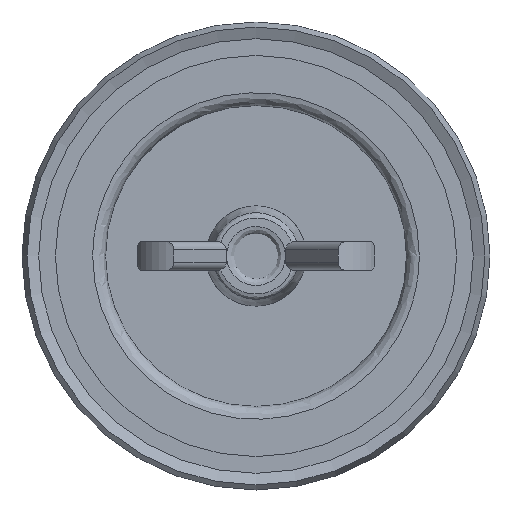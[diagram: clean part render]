
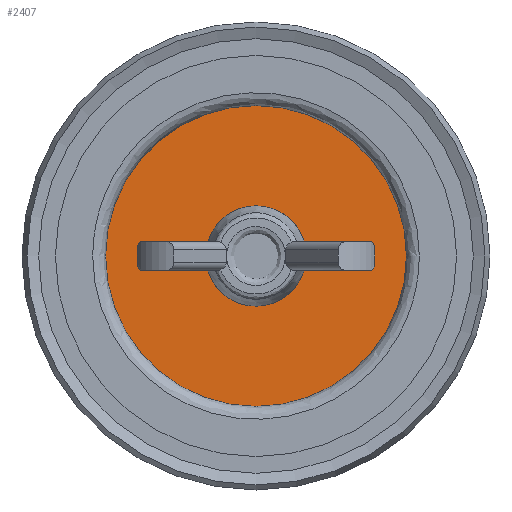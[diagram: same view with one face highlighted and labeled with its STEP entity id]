
A CAD part, front view. The second image highlights one B-rep face of the part: STEP entity #2407.
In plain terms, the highlighted planar face has unit normal (0, -1, 0).
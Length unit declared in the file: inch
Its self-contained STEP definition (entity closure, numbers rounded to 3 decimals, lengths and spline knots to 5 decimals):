
#133 = EDGE_LOOP ( 'NONE', ( #641 ) ) ;
#242 = PLANE ( 'NONE',  #2180 ) ;
#488 = DIRECTION ( 'NONE',  ( 0., 1., 0. ) ) ;
#583 = CARTESIAN_POINT ( 'NONE',  ( 0., -0.2025, 0.5625 ) ) ;
#641 = ORIENTED_EDGE ( 'NONE', *, *, #921, .F. ) ;
#698 = FACE_BOUND ( 'NONE', #1938, .T. ) ;
#808 = AXIS2_PLACEMENT_3D ( 'NONE', #2434, #2153, #2400 ) ;
#921 = EDGE_CURVE ( 'NONE', #2677, #2677, #2177, .T. ) ;
#941 = DIRECTION ( 'NONE',  ( 0., 0., 1. ) ) ;
#1071 = VERTEX_POINT ( 'NONE', #2960 ) ;
#1167 = DIRECTION ( 'NONE',  ( 0., 1., 0. ) ) ;
#1196 = ORIENTED_EDGE ( 'NONE', *, *, #1872, .F. ) ;
#1686 = CARTESIAN_POINT ( 'NONE',  ( 0., -0.2025, 0. ) ) ;
#1790 = CIRCLE ( 'NONE', #808, 0.10155 ) ;
#1872 = EDGE_CURVE ( 'NONE', #1071, #1071, #1790, .T. ) ;
#1938 = EDGE_LOOP ( 'NONE', ( #1196 ) ) ;
#2153 = DIRECTION ( 'NONE',  ( 0., -1., 0. ) ) ;
#2177 = CIRCLE ( 'NONE', #2998, 0.5625 ) ;
#2180 = AXIS2_PLACEMENT_3D ( 'NONE', #2306, #1167, #2567 ) ;
#2306 = CARTESIAN_POINT ( 'NONE',  ( 0., -0.2025, 0. ) ) ;
#2400 = DIRECTION ( 'NONE',  ( 0., 0., 1. ) ) ;
#2407 = ADVANCED_FACE ( 'NONE', ( #698, #2778 ), #242, .F. ) ;
#2434 = CARTESIAN_POINT ( 'NONE',  ( 0., -0.2025, 0. ) ) ;
#2567 = DIRECTION ( 'NONE',  ( 0., 0., 1. ) ) ;
#2677 = VERTEX_POINT ( 'NONE', #583 ) ;
#2778 = FACE_OUTER_BOUND ( 'NONE', #133, .T. ) ;
#2960 = CARTESIAN_POINT ( 'NONE',  ( 0., -0.2025, 0.10155 ) ) ;
#2998 = AXIS2_PLACEMENT_3D ( 'NONE', #1686, #488, #941 ) ;
